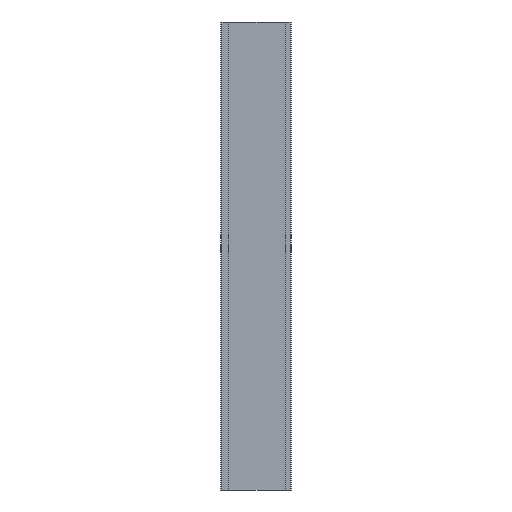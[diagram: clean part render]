
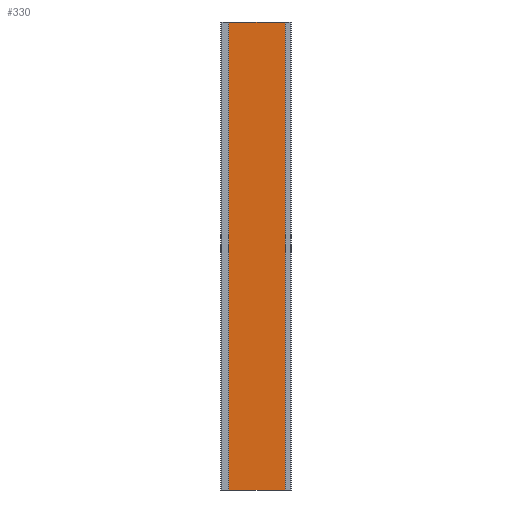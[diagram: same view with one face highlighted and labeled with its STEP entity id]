
A CAD part, left-side view. The second image highlights one B-rep face of the part: STEP entity #330.
In plain terms, the highlighted planar face has unit normal (-1, 0, 0).
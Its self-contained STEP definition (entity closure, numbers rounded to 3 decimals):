
#22 = CARTESIAN_POINT ( 'NONE',  ( -1.5, 0., 598.5 ) ) ;
#87 = EDGE_CURVE ( 'NONE', #524, #797, #815, .T. ) ;
#120 = LINE ( 'NONE', #890, #775 ) ;
#128 = DIRECTION ( 'NONE',  ( 0., 1., 0. ) ) ;
#145 = VECTOR ( 'NONE', #155, 1000. ) ;
#155 = DIRECTION ( 'NONE',  ( 0., 0., -1. ) ) ;
#183 = PLANE ( 'NONE',  #938 ) ;
#241 = ORIENTED_EDGE ( 'NONE', *, *, #749, .T. ) ;
#254 = DIRECTION ( 'NONE',  ( 0., 0., -1. ) ) ;
#275 = FACE_OUTER_BOUND ( 'NONE', #452, .T. ) ;
#279 = ORIENTED_EDGE ( 'NONE', *, *, #722, .F. ) ;
#296 = EDGE_CURVE ( 'NONE', #524, #518, #120, .T. ) ;
#298 = CARTESIAN_POINT ( 'NONE',  ( -1.5, -177., 598.5 ) ) ;
#330 = ADVANCED_FACE ( 'NONE', ( #275 ), #183, .F. ) ;
#340 = CARTESIAN_POINT ( 'NONE',  ( -1.5, -3., -598.5 ) ) ;
#348 = VERTEX_POINT ( 'NONE', #814 ) ;
#419 = DIRECTION ( 'NONE',  ( 0., -1., 0. ) ) ;
#421 = DIRECTION ( 'NONE',  ( 0., -1., 0. ) ) ;
#452 = EDGE_LOOP ( 'NONE', ( #241, #279, #915, #498 ) ) ;
#498 = ORIENTED_EDGE ( 'NONE', *, *, #87, .T. ) ;
#514 = DIRECTION ( 'NONE',  ( 1., 0., 0. ) ) ;
#518 = VERTEX_POINT ( 'NONE', #298 ) ;
#524 = VERTEX_POINT ( 'NONE', #855 ) ;
#553 = LINE ( 'NONE', #966, #968 ) ;
#722 = EDGE_CURVE ( 'NONE', #518, #348, #553, .T. ) ;
#729 = CARTESIAN_POINT ( 'NONE',  ( -1.5, 0., -598.5 ) ) ;
#749 = EDGE_CURVE ( 'NONE', #797, #348, #811, .T. ) ;
#775 = VECTOR ( 'NONE', #421, 1000. ) ;
#797 = VERTEX_POINT ( 'NONE', #340 ) ;
#811 = LINE ( 'NONE', #729, #853 ) ;
#814 = CARTESIAN_POINT ( 'NONE',  ( -1.5, -177., -598.5 ) ) ;
#815 = LINE ( 'NONE', #914, #145 ) ;
#853 = VECTOR ( 'NONE', #419, 1000. ) ;
#855 = CARTESIAN_POINT ( 'NONE',  ( -1.5, -3., 598.5 ) ) ;
#890 = CARTESIAN_POINT ( 'NONE',  ( -1.5, 0., 598.5 ) ) ;
#914 = CARTESIAN_POINT ( 'NONE',  ( -1.5, -3., 598.5 ) ) ;
#915 = ORIENTED_EDGE ( 'NONE', *, *, #296, .F. ) ;
#938 = AXIS2_PLACEMENT_3D ( 'NONE', #22, #514, #128 ) ;
#966 = CARTESIAN_POINT ( 'NONE',  ( -1.5, -177., 598.5 ) ) ;
#968 = VECTOR ( 'NONE', #254, 1000. ) ;
